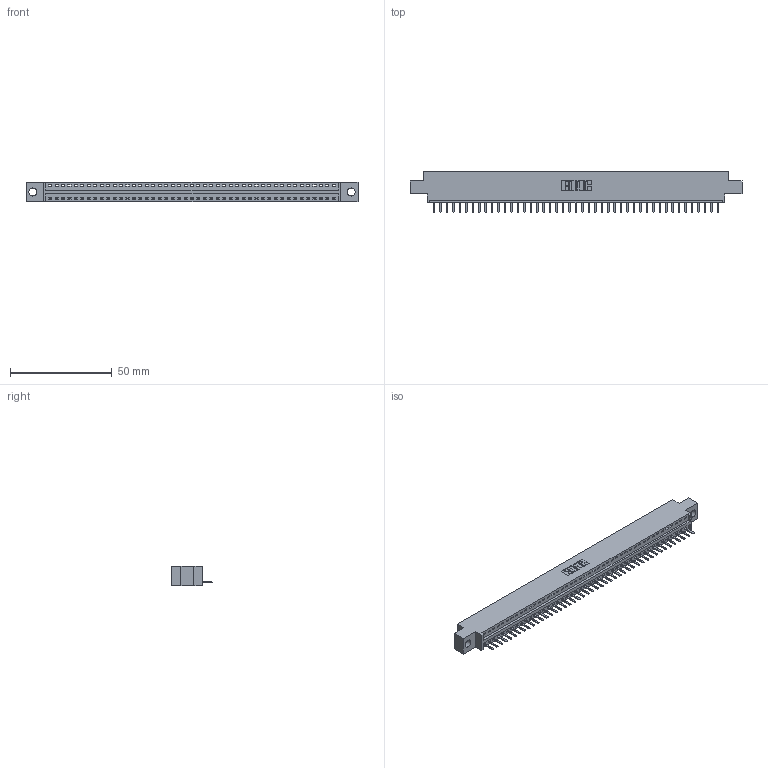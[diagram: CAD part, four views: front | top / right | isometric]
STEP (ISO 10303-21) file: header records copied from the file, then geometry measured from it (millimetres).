
FILE_DESCRIPTION (( 'STEP AP203' ), '1' );
FILE_NAME ('396-045-520-604.STEP', '2018-09-07T05:52:16', ( '' ), ( '' ), 'SwSTEP 2.0', 'SolidWorks 2016', '' );
FILE_SCHEMA (( 'CONFIG_CONTROL_DESIGN' ));
Length unit declared in the file: inch
Products named in the file (3): 345-292-001_345-293-120; 396-045-520-604; 346 Part_0.170 Offset - 0.156 Dia-TH
Assembly tree (46 placements, depth 2):
  396-045-520-604
    346 Part_0.170 Offset - 0.156 Dia-TH
    345-292-001_345-293-120  x45
Bounding box: 163.45 x 20.02 x 9.4 mm (x, y, z)
Volume: 15294.4 mm3; surface area: 18681.7 mm2
Topology: 46 solids, 46 shells, 2916 faces, 8621 edges, 5626 vertices
Faces by surface type: plane 1970, cylinder 946
Entity records: 27773 total; most frequent: CARTESIAN_POINT 4779, ORIENTED_EDGE 4746, DIRECTION 4199, EDGE_CURVE 2373, VECTOR 2057, LINE 2057, VERTEX_POINT 1578, AXIS2_PLACEMENT_3D 1071
